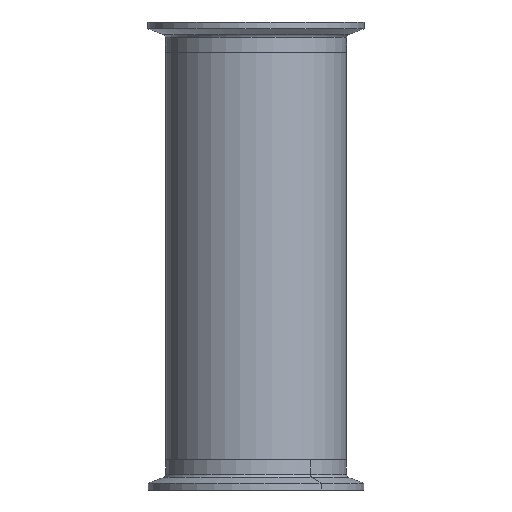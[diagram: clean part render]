
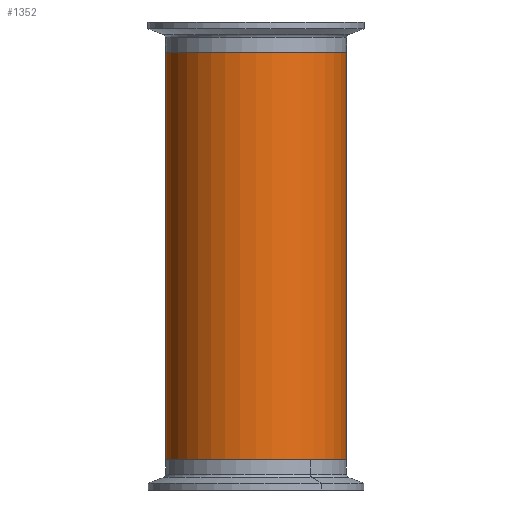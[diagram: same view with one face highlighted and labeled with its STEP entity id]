
A CAD part, front view. The second image highlights one B-rep face of the part: STEP entity #1352.
In plain terms, the highlighted cylindrical face has radius 38.1 mm (diameter 76.2 mm), a partial arc.
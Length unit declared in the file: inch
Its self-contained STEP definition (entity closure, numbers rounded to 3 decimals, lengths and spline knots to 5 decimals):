
#5 = EDGE_CURVE ( 'NONE', #1385, #1451, #1652, .T. ) ;
#53 = ORIENTED_EDGE ( 'NONE', *, *, #55, .F. ) ;
#55 = EDGE_CURVE ( 'NONE', #384, #1451, #1829, .T. ) ;
#109 = ORIENTED_EDGE ( 'NONE', *, *, #1668, .F. ) ;
#180 = CARTESIAN_POINT ( 'NONE',  ( 1.5, 0., 3.37402 ) ) ;
#271 = EDGE_CURVE ( 'NONE', #1263, #1385, #1529, .T. ) ;
#279 = CARTESIAN_POINT ( 'NONE',  ( 0., 0., 3.37402 ) ) ;
#284 = EDGE_LOOP ( 'NONE', ( #53, #109, #309, #1391 ) ) ;
#289 = CIRCLE ( 'NONE', #2686, 1.5 ) ;
#309 = ORIENTED_EDGE ( 'NONE', *, *, #271, .T. ) ;
#326 = CARTESIAN_POINT ( 'NONE',  ( 1.5, 0., -3.37402 ) ) ;
#362 = DIRECTION ( 'NONE',  ( 0., 0., 1. ) ) ;
#369 = CARTESIAN_POINT ( 'NONE',  ( 0., 0., 3.37402 ) ) ;
#384 = VERTEX_POINT ( 'NONE', #966 ) ;
#642 = AXIS2_PLACEMENT_3D ( 'NONE', #279, #1825, #2023 ) ;
#790 = DIRECTION ( 'NONE',  ( 0., 0., -1. ) ) ;
#894 = CARTESIAN_POINT ( 'NONE',  ( 0., 0., -3.37402 ) ) ;
#922 = CARTESIAN_POINT ( 'NONE',  ( -1.5, 0., 3.37402 ) ) ;
#966 = CARTESIAN_POINT ( 'NONE',  ( 1.5, 0., 3.37402 ) ) ;
#968 = AXIS2_PLACEMENT_3D ( 'NONE', #894, #1115, #2455 ) ;
#1078 = VECTOR ( 'NONE', #790, 39.37008 ) ;
#1115 = DIRECTION ( 'NONE',  ( 0., 0., 1. ) ) ;
#1190 = CARTESIAN_POINT ( 'NONE',  ( -1.5, 0., -3.37402 ) ) ;
#1263 = VERTEX_POINT ( 'NONE', #922 ) ;
#1314 = DIRECTION ( 'NONE',  ( 0., 0., -1. ) ) ;
#1352 = ADVANCED_FACE ( 'NONE', ( #1662 ), #1745, .T. ) ;
#1385 = VERTEX_POINT ( 'NONE', #1190 ) ;
#1391 = ORIENTED_EDGE ( 'NONE', *, *, #5, .T. ) ;
#1451 = VERTEX_POINT ( 'NONE', #326 ) ;
#1529 = LINE ( 'NONE', #2596, #2161 ) ;
#1652 = CIRCLE ( 'NONE', #968, 1.5 ) ;
#1662 = FACE_OUTER_BOUND ( 'NONE', #284, .T. ) ;
#1668 = EDGE_CURVE ( 'NONE', #1263, #384, #289, .T. ) ;
#1745 = CYLINDRICAL_SURFACE ( 'NONE', #642, 1.5 ) ;
#1825 = DIRECTION ( 'NONE',  ( 0., 0., -1. ) ) ;
#1829 = LINE ( 'NONE', #180, #1078 ) ;
#1893 = DIRECTION ( 'NONE',  ( 1., 0., 0. ) ) ;
#2023 = DIRECTION ( 'NONE',  ( -1., 0., 0. ) ) ;
#2161 = VECTOR ( 'NONE', #1314, 39.37008 ) ;
#2455 = DIRECTION ( 'NONE',  ( 1., 0., 0. ) ) ;
#2596 = CARTESIAN_POINT ( 'NONE',  ( -1.5, 0., 3.37402 ) ) ;
#2686 = AXIS2_PLACEMENT_3D ( 'NONE', #369, #362, #1893 ) ;
